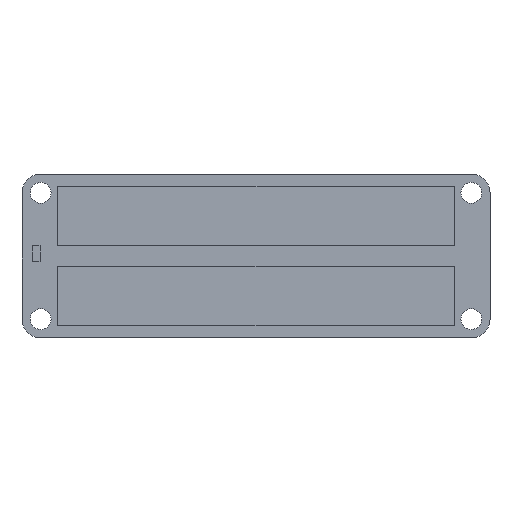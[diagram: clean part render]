
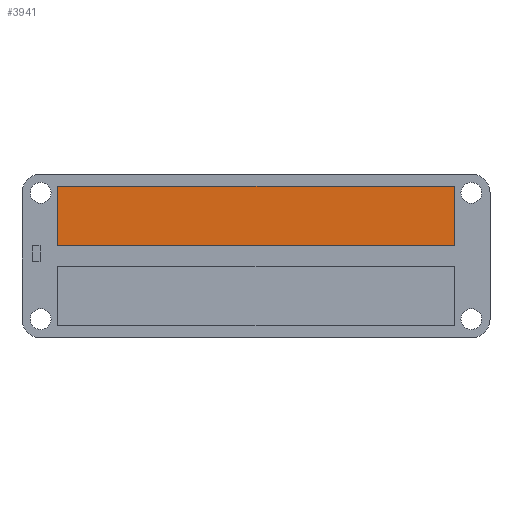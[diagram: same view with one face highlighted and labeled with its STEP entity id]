
A CAD part, top view. The second image highlights one B-rep face of the part: STEP entity #3941.
In plain terms, the highlighted planar face has unit normal (0, 0, 1).
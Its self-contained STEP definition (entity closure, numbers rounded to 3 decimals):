
#352=PLANE('',#4457);
#522=FACE_OUTER_BOUND('',#988,.T.);
#988=EDGE_LOOP('',(#3466,#3467,#3468,#3469));
#1168=LINE('',#6596,#1356);
#1171=LINE('',#6602,#1359);
#1174=LINE('',#6608,#1362);
#1177=LINE('',#6612,#1365);
#1356=VECTOR('',#5590,10.);
#1359=VECTOR('',#5595,10.);
#1362=VECTOR('',#5600,10.);
#1365=VECTOR('',#5605,10.);
#1992=VERTEX_POINT('',#6593);
#1993=VERTEX_POINT('',#6595);
#1995=VERTEX_POINT('',#6601);
#1997=VERTEX_POINT('',#6607);
#2480=EDGE_CURVE('',#1993,#1992,#1168,.T.);
#2483=EDGE_CURVE('',#1995,#1993,#1171,.T.);
#2486=EDGE_CURVE('',#1997,#1995,#1174,.T.);
#2489=EDGE_CURVE('',#1992,#1997,#1177,.T.);
#3466=ORIENTED_EDGE('',*,*,#2489,.T.);
#3467=ORIENTED_EDGE('',*,*,#2486,.T.);
#3468=ORIENTED_EDGE('',*,*,#2483,.T.);
#3469=ORIENTED_EDGE('',*,*,#2480,.T.);
#3941=ADVANCED_FACE('',(#522),#352,.T.);
#4457=AXIS2_PLACEMENT_3D('',#6613,#5606,#5607);
#5590=DIRECTION('',(-1.,0.,0.));
#5595=DIRECTION('',(0.,1.,0.));
#5600=DIRECTION('',(1.,0.,0.));
#5605=DIRECTION('',(0.,-1.,0.));
#5606=DIRECTION('center_axis',(0.,0.,1.));
#5607=DIRECTION('ref_axis',(1.,0.,0.));
#6593=CARTESIAN_POINT('',(-42.35,6.35,0.1));
#6595=CARTESIAN_POINT('',(42.35,6.35,0.1));
#6596=CARTESIAN_POINT('',(42.35,6.35,0.1));
#6601=CARTESIAN_POINT('',(42.35,-6.35,0.1));
#6602=CARTESIAN_POINT('',(42.35,-6.35,0.1));
#6607=CARTESIAN_POINT('',(-42.35,-6.35,0.1));
#6608=CARTESIAN_POINT('',(-42.35,-6.35,0.1));
#6612=CARTESIAN_POINT('',(-42.35,6.35,0.1));
#6613=CARTESIAN_POINT('Origin',(0.,0.,0.1));
